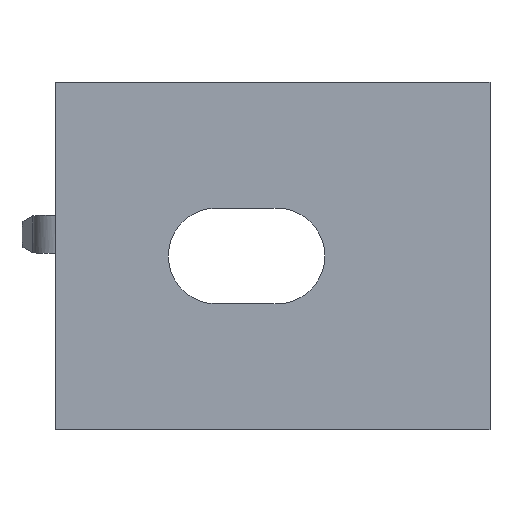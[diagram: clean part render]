
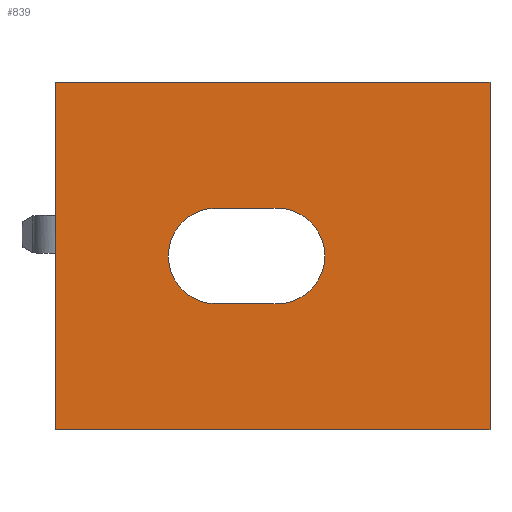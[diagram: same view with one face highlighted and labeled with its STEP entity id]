
A CAD part, left-side view. The second image highlights one B-rep face of the part: STEP entity #839.
In plain terms, the highlighted face is planar.
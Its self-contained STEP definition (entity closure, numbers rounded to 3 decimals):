
#4 = DIRECTION ( 'NONE',  ( -1., 0., 0. ) ) ;
#155 = CARTESIAN_POINT ( 'NONE',  ( -20., 0., 0. ) ) ;
#158 = EDGE_CURVE ( 'NONE', #1875, #430, #1467, .T. ) ;
#170 = AXIS2_PLACEMENT_3D ( 'NONE', #2596, #1708, #1346 ) ;
#181 = ORIENTED_EDGE ( 'NONE', *, *, #1916, .T. ) ;
#189 = CARTESIAN_POINT ( 'NONE',  ( 5.5, 31.5, 0. ) ) ;
#199 = CARTESIAN_POINT ( 'NONE',  ( 20., 0., 0. ) ) ;
#215 = VERTEX_POINT ( 'NONE', #1559 ) ;
#220 = VECTOR ( 'NONE', #1979, 1000. ) ;
#246 = ORIENTED_EDGE ( 'NONE', *, *, #1121, .T. ) ;
#303 = EDGE_LOOP ( 'NONE', ( #181, #2167, #246, #2036 ) ) ;
#316 = LINE ( 'NONE', #818, #220 ) ;
#328 = CIRCLE ( 'NONE', #1714, 5.5 ) ;
#430 = VERTEX_POINT ( 'NONE', #1960 ) ;
#552 = DIRECTION ( 'NONE',  ( 0., 1., 0. ) ) ;
#590 = VERTEX_POINT ( 'NONE', #2051 ) ;
#598 = DIRECTION ( 'NONE',  ( 1., 0., 0. ) ) ;
#621 = DIRECTION ( 'NONE',  ( 0., 0., -1. ) ) ;
#751 = DIRECTION ( 'NONE',  ( 1., 0., 0. ) ) ;
#818 = CARTESIAN_POINT ( 'NONE',  ( 20., 0., 0. ) ) ;
#839 = ADVANCED_FACE ( 'NONE', ( #1669, #2089 ), #969, .F. ) ;
#857 = ORIENTED_EDGE ( 'NONE', *, *, #1752, .F. ) ;
#900 = VERTEX_POINT ( 'NONE', #1584 ) ;
#952 = CARTESIAN_POINT ( 'NONE',  ( -20., 50., 0. ) ) ;
#969 = PLANE ( 'NONE',  #1698 ) ;
#977 = CARTESIAN_POINT ( 'NONE',  ( -20., 50., 0. ) ) ;
#1013 = CARTESIAN_POINT ( 'NONE',  ( -20., 0., 0. ) ) ;
#1121 = EDGE_CURVE ( 'NONE', #2080, #1875, #316, .T. ) ;
#1137 = LINE ( 'NONE', #2514, #2135 ) ;
#1162 = ORIENTED_EDGE ( 'NONE', *, *, #2031, .F. ) ;
#1346 = DIRECTION ( 'NONE',  ( 1., 0., 0. ) ) ;
#1467 = LINE ( 'NONE', #977, #1781 ) ;
#1485 = CIRCLE ( 'NONE', #170, 5.5 ) ;
#1559 = CARTESIAN_POINT ( 'NONE',  ( -20., 0., 0. ) ) ;
#1584 = CARTESIAN_POINT ( 'NONE',  ( -5.5, 31.5, 0. ) ) ;
#1608 = VECTOR ( 'NONE', #552, 1000. ) ;
#1636 = LINE ( 'NONE', #2750, #1608 ) ;
#1669 = FACE_BOUND ( 'NONE', #2387, .T. ) ;
#1698 = AXIS2_PLACEMENT_3D ( 'NONE', #952, #621, #4 ) ;
#1708 = DIRECTION ( 'NONE',  ( 0., 0., 1. ) ) ;
#1714 = AXIS2_PLACEMENT_3D ( 'NONE', #2021, #2455, #751 ) ;
#1752 = EDGE_CURVE ( 'NONE', #2738, #900, #1485, .T. ) ;
#1781 = VECTOR ( 'NONE', #2604, 1000. ) ;
#1875 = VERTEX_POINT ( 'NONE', #1922 ) ;
#1916 = EDGE_CURVE ( 'NONE', #430, #215, #2236, .T. ) ;
#1921 = EDGE_CURVE ( 'NONE', #215, #2080, #2301, .T. ) ;
#1922 = CARTESIAN_POINT ( 'NONE',  ( 20., 50., 0. ) ) ;
#1960 = CARTESIAN_POINT ( 'NONE',  ( -20., 50., 0. ) ) ;
#1979 = DIRECTION ( 'NONE',  ( 0., 1., 0. ) ) ;
#2021 = CARTESIAN_POINT ( 'NONE',  ( 0., 24.5, 0. ) ) ;
#2031 = EDGE_CURVE ( 'NONE', #2702, #590, #328, .T. ) ;
#2036 = ORIENTED_EDGE ( 'NONE', *, *, #158, .T. ) ;
#2051 = CARTESIAN_POINT ( 'NONE',  ( 5.5, 24.5, 0. ) ) ;
#2080 = VERTEX_POINT ( 'NONE', #199 ) ;
#2089 = FACE_OUTER_BOUND ( 'NONE', #303, .T. ) ;
#2108 = ORIENTED_EDGE ( 'NONE', *, *, #2238, .F. ) ;
#2135 = VECTOR ( 'NONE', #2331, 1000. ) ;
#2167 = ORIENTED_EDGE ( 'NONE', *, *, #1921, .T. ) ;
#2236 = LINE ( 'NONE', #155, #2338 ) ;
#2238 = EDGE_CURVE ( 'NONE', #590, #2738, #1636, .T. ) ;
#2301 = LINE ( 'NONE', #1013, #2479 ) ;
#2331 = DIRECTION ( 'NONE',  ( 0., -1., 0. ) ) ;
#2338 = VECTOR ( 'NONE', #2727, 1000. ) ;
#2346 = ORIENTED_EDGE ( 'NONE', *, *, #2454, .F. ) ;
#2387 = EDGE_LOOP ( 'NONE', ( #2108, #1162, #2346, #857 ) ) ;
#2454 = EDGE_CURVE ( 'NONE', #900, #2702, #1137, .T. ) ;
#2455 = DIRECTION ( 'NONE',  ( 0., 0., 1. ) ) ;
#2479 = VECTOR ( 'NONE', #598, 1000. ) ;
#2514 = CARTESIAN_POINT ( 'NONE',  ( -5.5, 24.5, 0. ) ) ;
#2596 = CARTESIAN_POINT ( 'NONE',  ( 0., 31.5, 0. ) ) ;
#2604 = DIRECTION ( 'NONE',  ( -1., 0., 0. ) ) ;
#2702 = VERTEX_POINT ( 'NONE', #2753 ) ;
#2727 = DIRECTION ( 'NONE',  ( 0., -1., 0. ) ) ;
#2738 = VERTEX_POINT ( 'NONE', #189 ) ;
#2750 = CARTESIAN_POINT ( 'NONE',  ( 5.5, 24.5, 0. ) ) ;
#2753 = CARTESIAN_POINT ( 'NONE',  ( -5.5, 24.5, 0. ) ) ;
